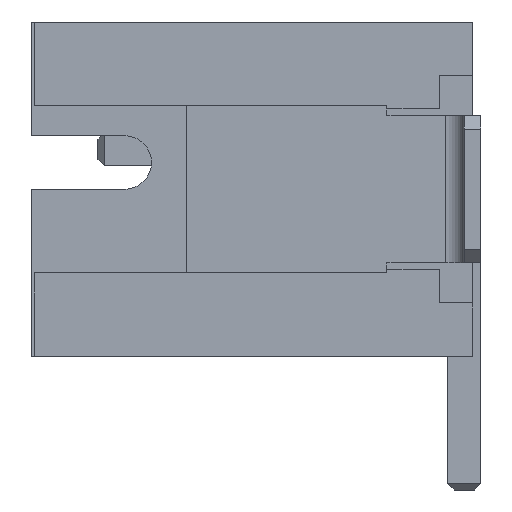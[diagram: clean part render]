
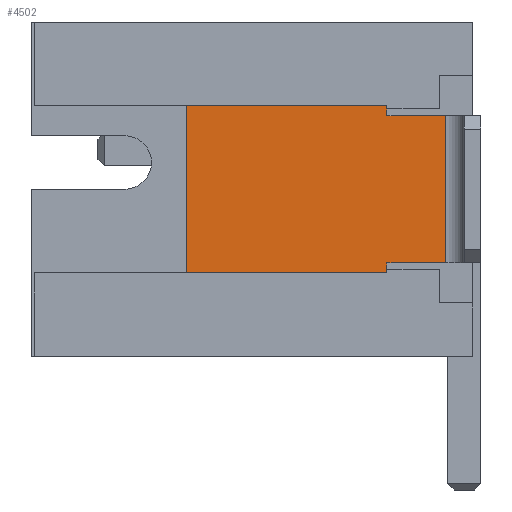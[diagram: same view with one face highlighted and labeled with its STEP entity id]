
A CAD part, left-side view. The second image highlights one B-rep face of the part: STEP entity #4502.
In plain terms, the highlighted planar face has unit normal (-1, 0, 0).
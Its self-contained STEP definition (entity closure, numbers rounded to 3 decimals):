
#55 = ORIENTED_EDGE ( 'NONE', *, *, #15430, .F. ) ;
#109 = VECTOR ( 'NONE', #14672, 1000. ) ;
#130 = ORIENTED_EDGE ( 'NONE', *, *, #7655, .T. ) ;
#306 = ORIENTED_EDGE ( 'NONE', *, *, #8403, .T. ) ;
#986 = VERTEX_POINT ( 'NONE', #15518 ) ;
#1315 = VECTOR ( 'NONE', #13560, 1000. ) ;
#1322 = CARTESIAN_POINT ( 'NONE',  ( 0.275, 1.405, -1.25 ) ) ;
#1479 = DIRECTION ( 'NONE',  ( 1., 0., 0. ) ) ;
#1976 = DIRECTION ( 'NONE',  ( 0., 0., -1. ) ) ;
#2676 = CARTESIAN_POINT ( 'NONE',  ( 0.275, 4.405, 1.25 ) ) ;
#2710 = LINE ( 'NONE', #15740, #10826 ) ;
#2923 = CARTESIAN_POINT ( 'NONE',  ( 0.275, 4.405, -1.25 ) ) ;
#3263 = LINE ( 'NONE', #8484, #16713 ) ;
#3481 = LINE ( 'NONE', #8709, #9464 ) ;
#3782 = DIRECTION ( 'NONE',  ( 0., 0., 1. ) ) ;
#3893 = CARTESIAN_POINT ( 'NONE',  ( 0.275, 1.405, 1.25 ) ) ;
#3982 = VECTOR ( 'NONE', #15599, 1000. ) ;
#3993 = CARTESIAN_POINT ( 'NONE',  ( 0.275, 1.405, -1.25 ) ) ;
#4502 = ADVANCED_FACE ( 'NONE', ( #7697 ), #11628, .F. ) ;
#4912 = CARTESIAN_POINT ( 'NONE',  ( 0.275, 1.405, -1.1 ) ) ;
#5019 = VERTEX_POINT ( 'NONE', #4912 ) ;
#5022 = ORIENTED_EDGE ( 'NONE', *, *, #8481, .T. ) ;
#5187 = LINE ( 'NONE', #3993, #14596 ) ;
#5264 = DIRECTION ( 'NONE',  ( 0., -1., 0. ) ) ;
#5299 = DIRECTION ( 'NONE',  ( 0., 0., -1. ) ) ;
#5390 = VERTEX_POINT ( 'NONE', #8932 ) ;
#5469 = EDGE_CURVE ( 'NONE', #5390, #986, #10873, .T. ) ;
#5646 = LINE ( 'NONE', #12031, #109 ) ;
#5762 = EDGE_CURVE ( 'NONE', #5390, #6493, #5187, .T. ) ;
#5779 = EDGE_CURVE ( 'NONE', #6493, #12886, #11849, .T. ) ;
#5799 = DIRECTION ( 'NONE',  ( 0., 0., -1. ) ) ;
#5815 = VERTEX_POINT ( 'NONE', #9390 ) ;
#6112 = VECTOR ( 'NONE', #6519, 1000. ) ;
#6193 = CARTESIAN_POINT ( 'NONE',  ( 0.275, 1.405, 1.2 ) ) ;
#6493 = VERTEX_POINT ( 'NONE', #6193 ) ;
#6519 = DIRECTION ( 'NONE',  ( 0., 0., 1. ) ) ;
#6532 = EDGE_CURVE ( 'NONE', #9292, #5815, #11322, .T. ) ;
#6611 = LINE ( 'NONE', #1322, #6112 ) ;
#6702 = AXIS2_PLACEMENT_3D ( 'NONE', #8135, #1479, #5299 ) ;
#6969 = ORIENTED_EDGE ( 'NONE', *, *, #5469, .F. ) ;
#7475 = CARTESIAN_POINT ( 'NONE',  ( 0.275, 1.405, 1.25 ) ) ;
#7655 = EDGE_CURVE ( 'NONE', #8921, #9292, #5646, .T. ) ;
#7697 = FACE_OUTER_BOUND ( 'NONE', #14763, .T. ) ;
#8135 = CARTESIAN_POINT ( 'NONE',  ( 0.275, 0.125, -2.5 ) ) ;
#8403 = EDGE_CURVE ( 'NONE', #5815, #5019, #6611, .T. ) ;
#8481 = EDGE_CURVE ( 'NONE', #8983, #8921, #3263, .T. ) ;
#8484 = CARTESIAN_POINT ( 'NONE',  ( 0.275, 4.405, -1.25 ) ) ;
#8518 = EDGE_CURVE ( 'NONE', #12886, #8983, #11496, .T. ) ;
#8580 = ORIENTED_EDGE ( 'NONE', *, *, #5779, .T. ) ;
#8680 = CARTESIAN_POINT ( 'NONE',  ( 0.275, 1.405, -1.25 ) ) ;
#8709 = CARTESIAN_POINT ( 'NONE',  ( 0.275, 0.525, -1.1 ) ) ;
#8921 = VERTEX_POINT ( 'NONE', #2923 ) ;
#8932 = CARTESIAN_POINT ( 'NONE',  ( 0.275, 1.405, 1.1 ) ) ;
#8983 = VERTEX_POINT ( 'NONE', #2676 ) ;
#9292 = VERTEX_POINT ( 'NONE', #12739 ) ;
#9390 = CARTESIAN_POINT ( 'NONE',  ( 0.275, 1.405, -1.2 ) ) ;
#9464 = VECTOR ( 'NONE', #5799, 1000. ) ;
#9496 = ORIENTED_EDGE ( 'NONE', *, *, #6532, .T. ) ;
#9720 = VECTOR ( 'NONE', #3782, 1000. ) ;
#9763 = ORIENTED_EDGE ( 'NONE', *, *, #15988, .T. ) ;
#10316 = ORIENTED_EDGE ( 'NONE', *, *, #5762, .T. ) ;
#10426 = DIRECTION ( 'NONE',  ( 0., 0., 1. ) ) ;
#10826 = VECTOR ( 'NONE', #5264, 1000. ) ;
#10873 = LINE ( 'NONE', #14934, #1315 ) ;
#11322 = LINE ( 'NONE', #8680, #9720 ) ;
#11496 = LINE ( 'NONE', #7475, #11825 ) ;
#11628 = PLANE ( 'NONE',  #6702 ) ;
#11825 = VECTOR ( 'NONE', #16751, 1000. ) ;
#11849 = LINE ( 'NONE', #12938, #3982 ) ;
#12031 = CARTESIAN_POINT ( 'NONE',  ( 0.275, 1.405, -1.25 ) ) ;
#12191 = ORIENTED_EDGE ( 'NONE', *, *, #8518, .T. ) ;
#12543 = CARTESIAN_POINT ( 'NONE',  ( 0.275, 0.525, -1.1 ) ) ;
#12739 = CARTESIAN_POINT ( 'NONE',  ( 0.275, 1.405, -1.25 ) ) ;
#12886 = VERTEX_POINT ( 'NONE', #3893 ) ;
#12938 = CARTESIAN_POINT ( 'NONE',  ( 0.275, 1.405, -1.25 ) ) ;
#13560 = DIRECTION ( 'NONE',  ( 0., -1., 0. ) ) ;
#13769 = VERTEX_POINT ( 'NONE', #12543 ) ;
#14596 = VECTOR ( 'NONE', #10426, 1000. ) ;
#14672 = DIRECTION ( 'NONE',  ( 0., -1., 0. ) ) ;
#14763 = EDGE_LOOP ( 'NONE', ( #130, #9496, #306, #9763, #55, #6969, #10316, #8580, #12191, #5022 ) ) ;
#14934 = CARTESIAN_POINT ( 'NONE',  ( 0.275, 1.405, 1.1 ) ) ;
#15430 = EDGE_CURVE ( 'NONE', #986, #13769, #3481, .T. ) ;
#15518 = CARTESIAN_POINT ( 'NONE',  ( 0.275, 0.525, 1.1 ) ) ;
#15599 = DIRECTION ( 'NONE',  ( 0., 0., 1. ) ) ;
#15740 = CARTESIAN_POINT ( 'NONE',  ( 0.275, 1.405, -1.1 ) ) ;
#15988 = EDGE_CURVE ( 'NONE', #5019, #13769, #2710, .T. ) ;
#16713 = VECTOR ( 'NONE', #1976, 1000. ) ;
#16751 = DIRECTION ( 'NONE',  ( 0., 1., 0. ) ) ;
